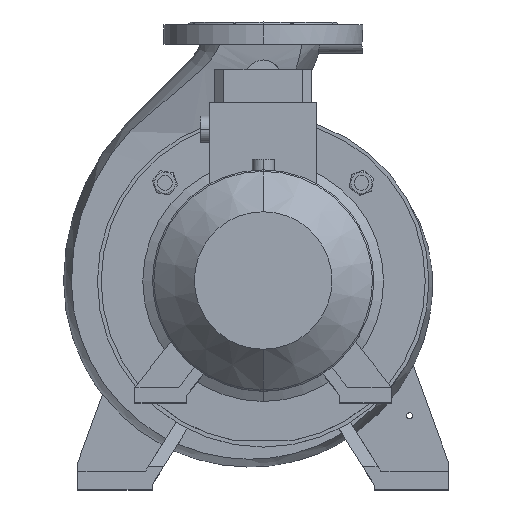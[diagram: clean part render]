
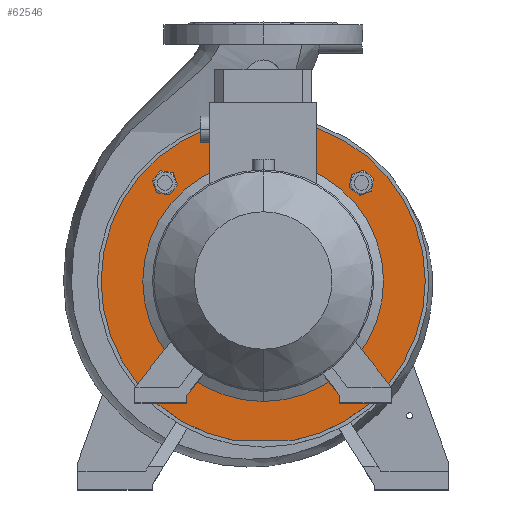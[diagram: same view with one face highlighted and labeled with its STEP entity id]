
A CAD part, top view. The second image highlights one B-rep face of the part: STEP entity #62546.
In plain terms, the highlighted planar face has unit normal (0, 0, 1).
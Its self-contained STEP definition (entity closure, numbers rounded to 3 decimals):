
#193 = ORIENTED_EDGE ( 'NONE', *, *, #43424, .T. ) ;
#639 = ORIENTED_EDGE ( 'NONE', *, *, #40503, .F. ) ;
#1333 = EDGE_CURVE ( 'NONE', #42922, #64698, #54789, .T. ) ;
#2025 = CARTESIAN_POINT ( 'NONE',  ( 106.066, 106.066, 243. ) ) ;
#2205 = ORIENTED_EDGE ( 'NONE', *, *, #34315, .T. ) ;
#2627 = DIRECTION ( 'NONE',  ( 0., -1., 0. ) ) ;
#2897 = DIRECTION ( 'NONE',  ( 0., 0., -1. ) ) ;
#3725 = EDGE_CURVE ( 'NONE', #39779, #56252, #4784, .T. ) ;
#4779 = ORIENTED_EDGE ( 'NONE', *, *, #15762, .T. ) ;
#4784 = CIRCLE ( 'NONE', #41763, 11.4 ) ;
#5845 = FACE_BOUND ( 'NONE', #62207, .T. ) ;
#6875 = AXIS2_PLACEMENT_3D ( 'NONE', #53454, #58176, #2627 ) ;
#6900 = AXIS2_PLACEMENT_3D ( 'NONE', #32802, #37714, #27433 ) ;
#6998 = VERTEX_POINT ( 'NONE', #52682 ) ;
#7208 = VERTEX_POINT ( 'NONE', #55601 ) ;
#8399 = VECTOR ( 'NONE', #42310, 1000. ) ;
#9250 = EDGE_CURVE ( 'NONE', #27085, #27308, #16863, .T. ) ;
#9733 = CARTESIAN_POINT ( 'NONE',  ( 117.293, -108.046, 243. ) ) ;
#10051 = CIRCLE ( 'NONE', #6875, 11.4 ) ;
#10936 = CARTESIAN_POINT ( 'NONE',  ( 106.066, -106.066, 243. ) ) ;
#11253 = DIRECTION ( 'NONE',  ( 0., 0., 1. ) ) ;
#11991 = CARTESIAN_POINT ( 'NONE',  ( 0., 0., 243. ) ) ;
#12171 = DIRECTION ( 'NONE',  ( 0., 0., -1. ) ) ;
#12809 = AXIS2_PLACEMENT_3D ( 'NONE', #16717, #16488, #53804 ) ;
#12861 = ORIENTED_EDGE ( 'NONE', *, *, #9250, .F. ) ;
#13465 = VERTEX_POINT ( 'NONE', #9733 ) ;
#13796 = DIRECTION ( 'NONE',  ( 0., 0., -1. ) ) ;
#14420 = EDGE_LOOP ( 'NONE', ( #39543, #19121 ) ) ;
#15762 = EDGE_CURVE ( 'NONE', #33616, #33484, #17376, .T. ) ;
#15834 = VERTEX_POINT ( 'NONE', #23538 ) ;
#16488 = DIRECTION ( 'NONE',  ( 0., 0., -1. ) ) ;
#16717 = CARTESIAN_POINT ( 'NONE',  ( 0., 0., 243. ) ) ;
#16796 = EDGE_LOOP ( 'NONE', ( #64749, #2205 ) ) ;
#16803 = CIRCLE ( 'NONE', #61422, 11.4 ) ;
#16863 = CIRCLE ( 'NONE', #12809, 175. ) ;
#17376 = CIRCLE ( 'NONE', #54820, 11.4 ) ;
#18174 = DIRECTION ( 'NONE',  ( 0., 1., 0. ) ) ;
#18774 = CARTESIAN_POINT ( 'NONE',  ( 0., 175., 243. ) ) ;
#19085 = EDGE_LOOP ( 'NONE', ( #37544, #34908 ) ) ;
#19121 = ORIENTED_EDGE ( 'NONE', *, *, #3725, .T. ) ;
#19641 = CIRCLE ( 'NONE', #6900, 11.4 ) ;
#20699 = CARTESIAN_POINT ( 'NONE',  ( -108.046, -117.293, 243. ) ) ;
#21431 = CARTESIAN_POINT ( 'NONE',  ( 0., 175., 243. ) ) ;
#21921 = CARTESIAN_POINT ( 'NONE',  ( 0., 130., 243. ) ) ;
#22393 = EDGE_LOOP ( 'NONE', ( #28251, #47251 ) ) ;
#22620 = CARTESIAN_POINT ( 'NONE',  ( -175., -172., 243. ) ) ;
#22889 = DIRECTION ( 'NONE',  ( 0., -1., 0. ) ) ;
#23222 = AXIS2_PLACEMENT_3D ( 'NONE', #11991, #58416, #18174 ) ;
#23408 = AXIS2_PLACEMENT_3D ( 'NONE', #35966, #46538, #30420 ) ;
#23538 = CARTESIAN_POINT ( 'NONE',  ( -104.086, -94.839, 243. ) ) ;
#24507 = EDGE_LOOP ( 'NONE', ( #47281, #12861, #639 ) ) ;
#26089 = EDGE_CURVE ( 'NONE', #56252, #39779, #45399, .T. ) ;
#26518 = CIRCLE ( 'NONE', #58078, 175. ) ;
#27085 = VERTEX_POINT ( 'NONE', #18774 ) ;
#27308 = VERTEX_POINT ( 'NONE', #45926 ) ;
#27433 = DIRECTION ( 'NONE',  ( 0., -1., 0. ) ) ;
#27467 = EDGE_CURVE ( 'NONE', #15834, #59952, #10051, .T. ) ;
#28196 = CARTESIAN_POINT ( 'NONE',  ( 0., 0., 243. ) ) ;
#28251 = ORIENTED_EDGE ( 'NONE', *, *, #62206, .T. ) ;
#28404 = CARTESIAN_POINT ( 'NONE',  ( -117.293, 108.046, 243. ) ) ;
#28966 = CIRCLE ( 'NONE', #61090, 11.4 ) ;
#29091 = DIRECTION ( 'NONE',  ( 0., 0., -1. ) ) ;
#29202 = CARTESIAN_POINT ( 'NONE',  ( -106.066, 106.066, 243. ) ) ;
#29674 = AXIS2_PLACEMENT_3D ( 'NONE', #21431, #11253, #36317 ) ;
#30420 = DIRECTION ( 'NONE',  ( 0., -1., 0. ) ) ;
#31227 = DIRECTION ( 'NONE',  ( 0., -1., 0. ) ) ;
#32177 = CARTESIAN_POINT ( 'NONE',  ( 104.086, 94.839, 243. ) ) ;
#32802 = CARTESIAN_POINT ( 'NONE',  ( -106.066, 106.066, 243. ) ) ;
#33484 = VERTEX_POINT ( 'NONE', #36655 ) ;
#33616 = VERTEX_POINT ( 'NONE', #28404 ) ;
#33700 = FACE_BOUND ( 'NONE', #19085, .T. ) ;
#34315 = EDGE_CURVE ( 'NONE', #13465, #7208, #16803, .T. ) ;
#34908 = ORIENTED_EDGE ( 'NONE', *, *, #52014, .T. ) ;
#35966 = CARTESIAN_POINT ( 'NONE',  ( 106.066, 106.066, 243. ) ) ;
#36107 = CIRCLE ( 'NONE', #64944, 11.4 ) ;
#36317 = DIRECTION ( 'NONE',  ( 0., -1., 0. ) ) ;
#36655 = CARTESIAN_POINT ( 'NONE',  ( -94.839, 104.086, 243. ) ) ;
#36839 = DIRECTION ( 'NONE',  ( 0., 1., 0. ) ) ;
#37544 = ORIENTED_EDGE ( 'NONE', *, *, #27467, .T. ) ;
#37714 = DIRECTION ( 'NONE',  ( 0., 0., -1. ) ) ;
#38015 = DIRECTION ( 'NONE',  ( 0., -1., 0. ) ) ;
#39328 = FACE_BOUND ( 'NONE', #22393, .T. ) ;
#39543 = ORIENTED_EDGE ( 'NONE', *, *, #26089, .T. ) ;
#39601 = CARTESIAN_POINT ( 'NONE',  ( 106.066, -106.066, 243. ) ) ;
#39779 = VERTEX_POINT ( 'NONE', #43994 ) ;
#40503 = EDGE_CURVE ( 'NONE', #6998, #27085, #26518, .T. ) ;
#41074 = PLANE ( 'NONE',  #29674 ) ;
#41763 = AXIS2_PLACEMENT_3D ( 'NONE', #2025, #2897, #38015 ) ;
#41923 = CARTESIAN_POINT ( 'NONE',  ( -106.066, -106.066, 243. ) ) ;
#42042 = AXIS2_PLACEMENT_3D ( 'NONE', #62667, #12171, #36839 ) ;
#42310 = DIRECTION ( 'NONE',  ( 1., 0., 0. ) ) ;
#42922 = VERTEX_POINT ( 'NONE', #49260 ) ;
#43424 = EDGE_CURVE ( 'NONE', #33484, #33616, #19641, .T. ) ;
#43994 = CARTESIAN_POINT ( 'NONE',  ( 108.046, 117.293, 243. ) ) ;
#45399 = CIRCLE ( 'NONE', #23408, 11.4 ) ;
#45531 = EDGE_CURVE ( 'NONE', #6998, #27308, #62743, .T. ) ;
#45926 = CARTESIAN_POINT ( 'NONE',  ( 32.265, -172., 243. ) ) ;
#46538 = DIRECTION ( 'NONE',  ( 0., 0., -1. ) ) ;
#47108 = DIRECTION ( 'NONE',  ( 0., 0., -1. ) ) ;
#47251 = ORIENTED_EDGE ( 'NONE', *, *, #1333, .T. ) ;
#47281 = ORIENTED_EDGE ( 'NONE', *, *, #45531, .T. ) ;
#48123 = FACE_BOUND ( 'NONE', #14420, .T. ) ;
#49242 = DIRECTION ( 'NONE',  ( 0., 1., 0. ) ) ;
#49260 = CARTESIAN_POINT ( 'NONE',  ( 0., -130., 243. ) ) ;
#52014 = EDGE_CURVE ( 'NONE', #59952, #15834, #36107, .T. ) ;
#52682 = CARTESIAN_POINT ( 'NONE',  ( -32.265, -172., 243. ) ) ;
#53454 = CARTESIAN_POINT ( 'NONE',  ( -106.066, -106.066, 243. ) ) ;
#53484 = CIRCLE ( 'NONE', #23222, 130. ) ;
#53804 = DIRECTION ( 'NONE',  ( 0., 1., 0. ) ) ;
#54789 = CIRCLE ( 'NONE', #42042, 130. ) ;
#54820 = AXIS2_PLACEMENT_3D ( 'NONE', #29202, #54973, #22889 ) ;
#54973 = DIRECTION ( 'NONE',  ( 0., 0., -1. ) ) ;
#55601 = CARTESIAN_POINT ( 'NONE',  ( 94.839, -104.086, 243. ) ) ;
#56171 = FACE_BOUND ( 'NONE', #16796, .T. ) ;
#56252 = VERTEX_POINT ( 'NONE', #32177 ) ;
#57753 = EDGE_CURVE ( 'NONE', #7208, #13465, #28966, .T. ) ;
#58078 = AXIS2_PLACEMENT_3D ( 'NONE', #28196, #13796, #49242 ) ;
#58176 = DIRECTION ( 'NONE',  ( 0., 0., -1. ) ) ;
#58416 = DIRECTION ( 'NONE',  ( 0., 0., -1. ) ) ;
#58585 = FACE_OUTER_BOUND ( 'NONE', #24507, .T. ) ;
#59952 = VERTEX_POINT ( 'NONE', #20699 ) ;
#61090 = AXIS2_PLACEMENT_3D ( 'NONE', #10936, #62079, #62318 ) ;
#61422 = AXIS2_PLACEMENT_3D ( 'NONE', #39601, #29091, #64981 ) ;
#62079 = DIRECTION ( 'NONE',  ( 0., 0., -1. ) ) ;
#62206 = EDGE_CURVE ( 'NONE', #64698, #42922, #53484, .T. ) ;
#62207 = EDGE_LOOP ( 'NONE', ( #193, #4779 ) ) ;
#62318 = DIRECTION ( 'NONE',  ( 0., -1., 0. ) ) ;
#62546 = ADVANCED_FACE ( 'NONE', ( #5845, #48123, #56171, #33700, #58585, #39328 ), #41074, .T. ) ;
#62667 = CARTESIAN_POINT ( 'NONE',  ( 0., 0., 243. ) ) ;
#62743 = LINE ( 'NONE', #22620, #8399 ) ;
#64698 = VERTEX_POINT ( 'NONE', #21921 ) ;
#64749 = ORIENTED_EDGE ( 'NONE', *, *, #57753, .T. ) ;
#64944 = AXIS2_PLACEMENT_3D ( 'NONE', #41923, #47108, #31227 ) ;
#64981 = DIRECTION ( 'NONE',  ( 0., -1., 0. ) ) ;
